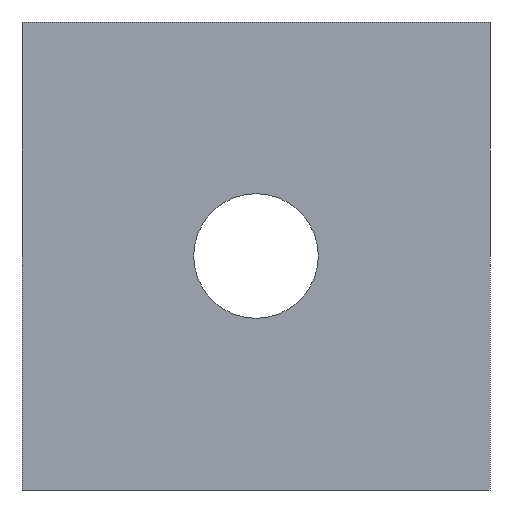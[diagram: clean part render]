
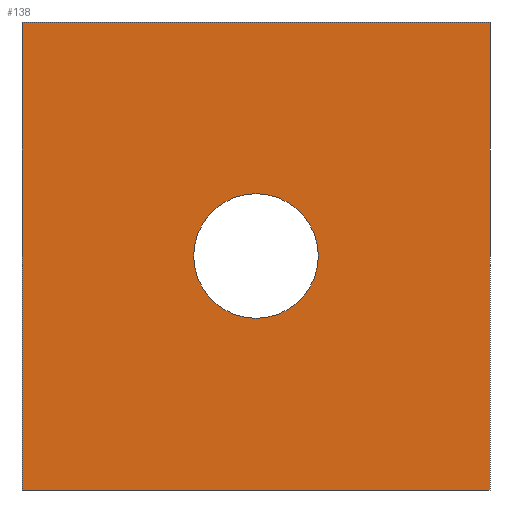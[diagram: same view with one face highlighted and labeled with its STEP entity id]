
A CAD part, front view. The second image highlights one B-rep face of the part: STEP entity #138.
In plain terms, the highlighted planar face has unit normal (0, -1, 0).
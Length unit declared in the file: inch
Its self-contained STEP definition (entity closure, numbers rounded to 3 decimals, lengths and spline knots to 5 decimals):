
#1 = CARTESIAN_POINT ( 'NONE',  ( -0.2, 0.2975, 1.185 ) ) ;
#2 = VERTEX_POINT ( 'NONE', #247 ) ;
#6 = LINE ( 'NONE', #318, #278 ) ;
#15 = ORIENTED_EDGE ( 'NONE', *, *, #371, .T. ) ;
#22 = EDGE_LOOP ( 'NONE', ( #204, #222, #15, #194 ) ) ;
#35 = CARTESIAN_POINT ( 'NONE',  ( -0.2, 0.2975, 1.585 ) ) ;
#38 = CARTESIAN_POINT ( 'NONE',  ( -0.2, 0.2975, 1.585 ) ) ;
#46 = CARTESIAN_POINT ( 'NONE',  ( 0.2, 0.2975, 2.3 ) ) ;
#55 = EDGE_CURVE ( 'NONE', #56, #66, #270, .T. ) ;
#56 = VERTEX_POINT ( 'NONE', #60 ) ;
#60 = CARTESIAN_POINT ( 'NONE',  ( 0., 0.2975, 1.43825 ) ) ;
#63 = VERTEX_POINT ( 'NONE', #302 ) ;
#66 = VERTEX_POINT ( 'NONE', #166 ) ;
#73 = DIRECTION ( 'NONE',  ( 1., 0., 0. ) ) ;
#112 = AXIS2_PLACEMENT_3D ( 'NONE', #125, #364, #151 ) ;
#120 = CARTESIAN_POINT ( 'NONE',  ( 0.2, 0.2975, 1.185 ) ) ;
#123 = DIRECTION ( 'NONE',  ( 0., 0., -1. ) ) ;
#125 = CARTESIAN_POINT ( 'NONE',  ( 0., 0.2975, 1.385 ) ) ;
#126 = DIRECTION ( 'NONE',  ( 0., 1., 0. ) ) ;
#138 = ADVANCED_FACE ( 'NONE', ( #420, #257 ), #321, .F. ) ;
#149 = ORIENTED_EDGE ( 'NONE', *, *, #248, .T. ) ;
#151 = DIRECTION ( 'NONE',  ( -1., 0., 0. ) ) ;
#153 = CIRCLE ( 'NONE', #313, 0.05325 ) ;
#163 = DIRECTION ( 'NONE',  ( 0., 1., 0. ) ) ;
#164 = LINE ( 'NONE', #38, #338 ) ;
#166 = CARTESIAN_POINT ( 'NONE',  ( 0., 0.2975, 1.33175 ) ) ;
#169 = EDGE_CURVE ( 'NONE', #63, #416, #263, .T. ) ;
#174 = VECTOR ( 'NONE', #242, 39.37008 ) ;
#175 = VECTOR ( 'NONE', #369, 39.37008 ) ;
#194 = ORIENTED_EDGE ( 'NONE', *, *, #169, .F. ) ;
#204 = ORIENTED_EDGE ( 'NONE', *, *, #221, .F. ) ;
#221 = EDGE_CURVE ( 'NONE', #353, #63, #164, .T. ) ;
#222 = ORIENTED_EDGE ( 'NONE', *, *, #272, .T. ) ;
#240 = LINE ( 'NONE', #1, #174 ) ;
#241 = EDGE_LOOP ( 'NONE', ( #333, #149 ) ) ;
#242 = DIRECTION ( 'NONE',  ( 1., 0., 0. ) ) ;
#247 = CARTESIAN_POINT ( 'NONE',  ( -0.2, 0.2975, 1.185 ) ) ;
#248 = EDGE_CURVE ( 'NONE', #66, #56, #153, .T. ) ;
#257 = FACE_OUTER_BOUND ( 'NONE', #22, .T. ) ;
#263 = LINE ( 'NONE', #46, #175 ) ;
#270 = CIRCLE ( 'NONE', #112, 0.05325 ) ;
#272 = EDGE_CURVE ( 'NONE', #353, #2, #6, .T. ) ;
#278 = VECTOR ( 'NONE', #123, 39.37008 ) ;
#288 = AXIS2_PLACEMENT_3D ( 'NONE', #319, #126, #365 ) ;
#302 = CARTESIAN_POINT ( 'NONE',  ( 0.2, 0.2975, 1.585 ) ) ;
#313 = AXIS2_PLACEMENT_3D ( 'NONE', #374, #163, #404 ) ;
#318 = CARTESIAN_POINT ( 'NONE',  ( -0.2, 0.2975, 2.3 ) ) ;
#319 = CARTESIAN_POINT ( 'NONE',  ( -0.2, 0.2975, 2.3 ) ) ;
#321 = PLANE ( 'NONE',  #288 ) ;
#333 = ORIENTED_EDGE ( 'NONE', *, *, #55, .T. ) ;
#338 = VECTOR ( 'NONE', #73, 39.37008 ) ;
#353 = VERTEX_POINT ( 'NONE', #35 ) ;
#364 = DIRECTION ( 'NONE',  ( 0., 1., 0. ) ) ;
#365 = DIRECTION ( 'NONE',  ( -1., 0., 0. ) ) ;
#369 = DIRECTION ( 'NONE',  ( 0., 0., -1. ) ) ;
#371 = EDGE_CURVE ( 'NONE', #2, #416, #240, .T. ) ;
#374 = CARTESIAN_POINT ( 'NONE',  ( 0., 0.2975, 1.385 ) ) ;
#404 = DIRECTION ( 'NONE',  ( -1., 0., 0. ) ) ;
#416 = VERTEX_POINT ( 'NONE', #120 ) ;
#420 = FACE_BOUND ( 'NONE', #241, .T. ) ;
